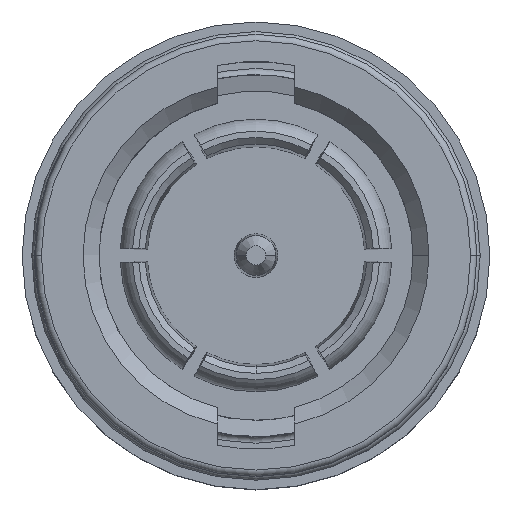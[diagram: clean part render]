
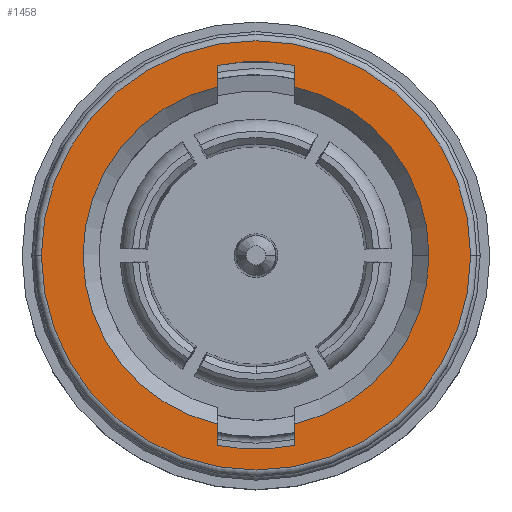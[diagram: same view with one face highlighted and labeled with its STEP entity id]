
A CAD part, top view. The second image highlights one B-rep face of the part: STEP entity #1458.
In plain terms, the highlighted planar face has unit normal (0, 0, 1).
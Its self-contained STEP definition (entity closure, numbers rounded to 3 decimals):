
#512 = DIRECTION ( 'NONE',  ( -1., 0., 0. ) ) ;
#950 = ORIENTED_EDGE ( 'NONE', *, *, #10560, .F. ) ;
#995 = LINE ( 'NONE', #11006, #10660 ) ;
#1007 = CARTESIAN_POINT ( 'NONE',  ( -1.2, 5.93, 0.8 ) ) ;
#1169 = AXIS2_PLACEMENT_3D ( 'NONE', #13823, #4751, #7488 ) ;
#1458 = ADVANCED_FACE ( 'NONE', ( #15340, #3856 ), #10395, .F. ) ;
#1485 = AXIS2_PLACEMENT_3D ( 'NONE', #1814, #13377, #11873 ) ;
#1515 = EDGE_CURVE ( 'NONE', #15846, #15769, #14340, .T. ) ;
#1677 = DIRECTION ( 'NONE',  ( 0., 1., 0. ) ) ;
#1813 = DIRECTION ( 'NONE',  ( 1., 0., 0. ) ) ;
#1814 = CARTESIAN_POINT ( 'NONE',  ( 0., 0., 0.8 ) ) ;
#1906 = CARTESIAN_POINT ( 'NONE',  ( -1.2, -5.265, 0.8 ) ) ;
#1915 = DIRECTION ( 'NONE',  ( 0., -1., 0. ) ) ;
#1927 = CARTESIAN_POINT ( 'NONE',  ( -1.2, -5.93, 0.8 ) ) ;
#2205 = CARTESIAN_POINT ( 'NONE',  ( 1.2, -5.265, 0.8 ) ) ;
#2734 = CARTESIAN_POINT ( 'NONE',  ( 0., 0., 0.8 ) ) ;
#2871 = ORIENTED_EDGE ( 'NONE', *, *, #15225, .F. ) ;
#2966 = CARTESIAN_POINT ( 'NONE',  ( 0., 0., 0.8 ) ) ;
#3106 = ORIENTED_EDGE ( 'NONE', *, *, #1515, .T. ) ;
#3496 = VERTEX_POINT ( 'NONE', #1927 ) ;
#3739 = AXIS2_PLACEMENT_3D ( 'NONE', #6726, #8109, #512 ) ;
#3768 = ORIENTED_EDGE ( 'NONE', *, *, #8256, .F. ) ;
#3856 = FACE_BOUND ( 'NONE', #14213, .T. ) ;
#4031 = CARTESIAN_POINT ( 'NONE',  ( 1.2, -5.93, 0.8 ) ) ;
#4170 = ORIENTED_EDGE ( 'NONE', *, *, #7277, .T. ) ;
#4751 = DIRECTION ( 'NONE',  ( 0., 0., 1. ) ) ;
#4901 = CARTESIAN_POINT ( 'NONE',  ( 0., 0., 0.8 ) ) ;
#4914 = EDGE_CURVE ( 'NONE', #14616, #8278, #15795, .T. ) ;
#5072 = CARTESIAN_POINT ( 'NONE',  ( -1.2, 5.265, 0.8 ) ) ;
#5382 = CARTESIAN_POINT ( 'NONE',  ( 0., 0., 0.8 ) ) ;
#5431 = CIRCLE ( 'NONE', #10772, 5.4 ) ;
#5481 = DIRECTION ( 'NONE',  ( 0., 0., 1. ) ) ;
#5631 = EDGE_LOOP ( 'NONE', ( #3106, #4170 ) ) ;
#5675 = DIRECTION ( 'NONE',  ( 0., 0., 1. ) ) ;
#6151 = CIRCLE ( 'NONE', #9426, 5.4 ) ;
#6374 = DIRECTION ( 'NONE',  ( 0., 0., 1. ) ) ;
#6726 = CARTESIAN_POINT ( 'NONE',  ( 0., 0., 0.8 ) ) ;
#6805 = CARTESIAN_POINT ( 'NONE',  ( 1.2, 5.265, 0.8 ) ) ;
#7063 = VERTEX_POINT ( 'NONE', #1906 ) ;
#7275 = LINE ( 'NONE', #11897, #13842 ) ;
#7277 = EDGE_CURVE ( 'NONE', #15769, #15846, #15255, .T. ) ;
#7466 = CARTESIAN_POINT ( 'NONE',  ( 0., 0., 0.8 ) ) ;
#7488 = DIRECTION ( 'NONE',  ( -1., 0., 0. ) ) ;
#7529 = DIRECTION ( 'NONE',  ( 1., 0., 0. ) ) ;
#7532 = VERTEX_POINT ( 'NONE', #4031 ) ;
#7673 = AXIS2_PLACEMENT_3D ( 'NONE', #2734, #11572, #11626 ) ;
#7711 = CIRCLE ( 'NONE', #10994, 6.05 ) ;
#7840 = CIRCLE ( 'NONE', #1485, 6.05 ) ;
#8072 = ORIENTED_EDGE ( 'NONE', *, *, #13256, .F. ) ;
#8109 = DIRECTION ( 'NONE',  ( 0., 0., 1. ) ) ;
#8256 = EDGE_CURVE ( 'NONE', #8278, #16017, #6151, .T. ) ;
#8278 = VERTEX_POINT ( 'NONE', #8792 ) ;
#8430 = DIRECTION ( 'NONE',  ( 1., 0., 0. ) ) ;
#8472 = ORIENTED_EDGE ( 'NONE', *, *, #15669, .F. ) ;
#8636 = VECTOR ( 'NONE', #1915, 1000. ) ;
#8792 = CARTESIAN_POINT ( 'NONE',  ( 5.4, 0., 0.8 ) ) ;
#8851 = VERTEX_POINT ( 'NONE', #1007 ) ;
#9321 = CARTESIAN_POINT ( 'NONE',  ( -1.2, 4.751, 0.8 ) ) ;
#9426 = AXIS2_PLACEMENT_3D ( 'NONE', #7466, #6374, #7529 ) ;
#9472 = CARTESIAN_POINT ( 'NONE',  ( -1.2, -4.751, 0.8 ) ) ;
#9504 = ORIENTED_EDGE ( 'NONE', *, *, #15901, .F. ) ;
#9978 = LINE ( 'NONE', #9472, #8636 ) ;
#10388 = VECTOR ( 'NONE', #15719, 1000. ) ;
#10395 = PLANE ( 'NONE',  #7673 ) ;
#10489 = VERTEX_POINT ( 'NONE', #15699 ) ;
#10560 = EDGE_CURVE ( 'NONE', #7532, #14616, #995, .T. ) ;
#10660 = VECTOR ( 'NONE', #13484, 1000. ) ;
#10772 = AXIS2_PLACEMENT_3D ( 'NONE', #4901, #10957, #8430 ) ;
#10957 = DIRECTION ( 'NONE',  ( 0., 0., 1. ) ) ;
#10994 = AXIS2_PLACEMENT_3D ( 'NONE', #5382, #5481, #14372 ) ;
#11006 = CARTESIAN_POINT ( 'NONE',  ( 1.2, -4.751, 0.8 ) ) ;
#11572 = DIRECTION ( 'NONE',  ( 0., 0., -1. ) ) ;
#11626 = DIRECTION ( 'NONE',  ( -1., 0., 0. ) ) ;
#11873 = DIRECTION ( 'NONE',  ( 1., 0., 0. ) ) ;
#11897 = CARTESIAN_POINT ( 'NONE',  ( 1.2, 4.751, 0.8 ) ) ;
#12594 = LINE ( 'NONE', #9321, #10388 ) ;
#13050 = CARTESIAN_POINT ( 'NONE',  ( -6.7, 0., 0.8 ) ) ;
#13120 = CARTESIAN_POINT ( 'NONE',  ( 6.7, 0., 0.8 ) ) ;
#13256 = EDGE_CURVE ( 'NONE', #10489, #8851, #7711, .T. ) ;
#13377 = DIRECTION ( 'NONE',  ( 0., 0., 1. ) ) ;
#13484 = DIRECTION ( 'NONE',  ( 0., 1., 0. ) ) ;
#13823 = CARTESIAN_POINT ( 'NONE',  ( 0., 0., 0.8 ) ) ;
#13842 = VECTOR ( 'NONE', #1677, 1000. ) ;
#14213 = EDGE_LOOP ( 'NONE', ( #8072, #2871, #3768, #14842, #950, #14776, #9504, #15364, #8472 ) ) ;
#14340 = CIRCLE ( 'NONE', #3739, 6.7 ) ;
#14348 = AXIS2_PLACEMENT_3D ( 'NONE', #2966, #5675, #1813 ) ;
#14372 = DIRECTION ( 'NONE',  ( -1., 0., 0. ) ) ;
#14616 = VERTEX_POINT ( 'NONE', #2205 ) ;
#14776 = ORIENTED_EDGE ( 'NONE', *, *, #15983, .F. ) ;
#14842 = ORIENTED_EDGE ( 'NONE', *, *, #4914, .F. ) ;
#14865 = VERTEX_POINT ( 'NONE', #5072 ) ;
#15225 = EDGE_CURVE ( 'NONE', #16017, #10489, #7275, .T. ) ;
#15255 = CIRCLE ( 'NONE', #1169, 6.7 ) ;
#15340 = FACE_OUTER_BOUND ( 'NONE', #5631, .T. ) ;
#15364 = ORIENTED_EDGE ( 'NONE', *, *, #15777, .F. ) ;
#15669 = EDGE_CURVE ( 'NONE', #8851, #14865, #12594, .T. ) ;
#15699 = CARTESIAN_POINT ( 'NONE',  ( 1.2, 5.93, 0.8 ) ) ;
#15719 = DIRECTION ( 'NONE',  ( 0., -1., 0. ) ) ;
#15769 = VERTEX_POINT ( 'NONE', #13120 ) ;
#15777 = EDGE_CURVE ( 'NONE', #14865, #7063, #5431, .T. ) ;
#15795 = CIRCLE ( 'NONE', #14348, 5.4 ) ;
#15846 = VERTEX_POINT ( 'NONE', #13050 ) ;
#15901 = EDGE_CURVE ( 'NONE', #7063, #3496, #9978, .T. ) ;
#15983 = EDGE_CURVE ( 'NONE', #3496, #7532, #7840, .T. ) ;
#16017 = VERTEX_POINT ( 'NONE', #6805 ) ;
